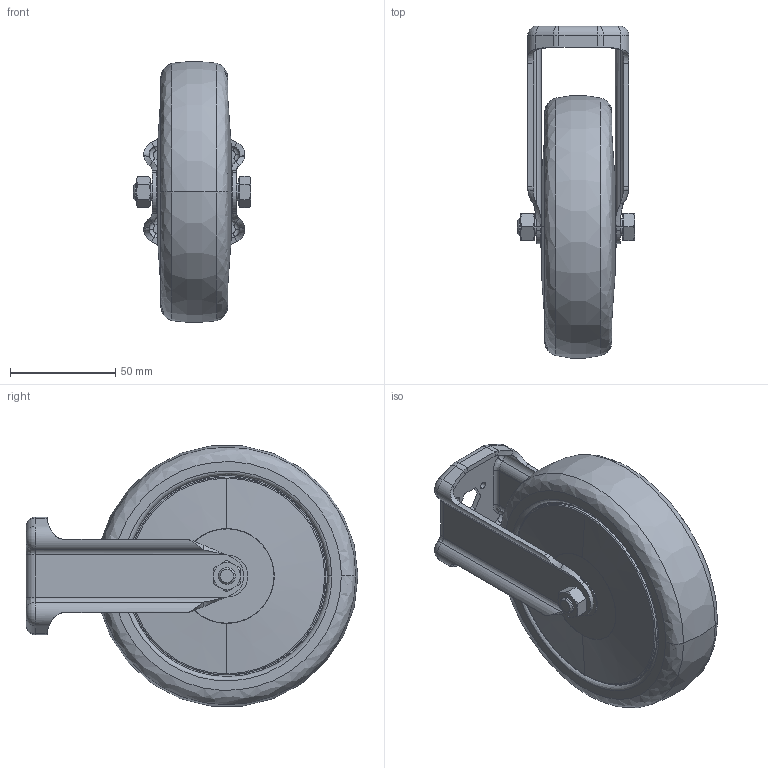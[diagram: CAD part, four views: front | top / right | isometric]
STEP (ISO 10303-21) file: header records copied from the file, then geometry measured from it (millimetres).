
FILE_DESCRIPTION (( 'STEP AP203' ), '1' );
FILE_NAME ('412541244_c_1.STEP', '2022-09-29T16:29:53', ( '' ), ( '' ), 'SwSTEP 2.0', 'SolidWorks 2014', '' );
FILE_SCHEMA (( 'CONFIG_CONTROL_DESIGN' ));
Length unit declared in the file: millimetre
Products named in the file (1): 412541244_c_1
Bounding box: 55.8 x 157.86 x 123.81 mm (x, y, z)
Volume: 414683.5 mm3; surface area: 59694.6 mm2
Topology: 3 solids, 3 shells, 251 faces, 582 edges, 348 vertices
Faces by surface type: cylinder 68, plane 67, bspline 56, cone 38, torus 22
Entity records: 9129 total; most frequent: CARTESIAN_POINT 3635, ORIENTED_EDGE 1164, DIRECTION 1086, EDGE_CURVE 582, AXIS2_PLACEMENT_3D 436, VERTEX_POINT 348, EDGE_LOOP 272, FACE_OUTER_BOUND 251
